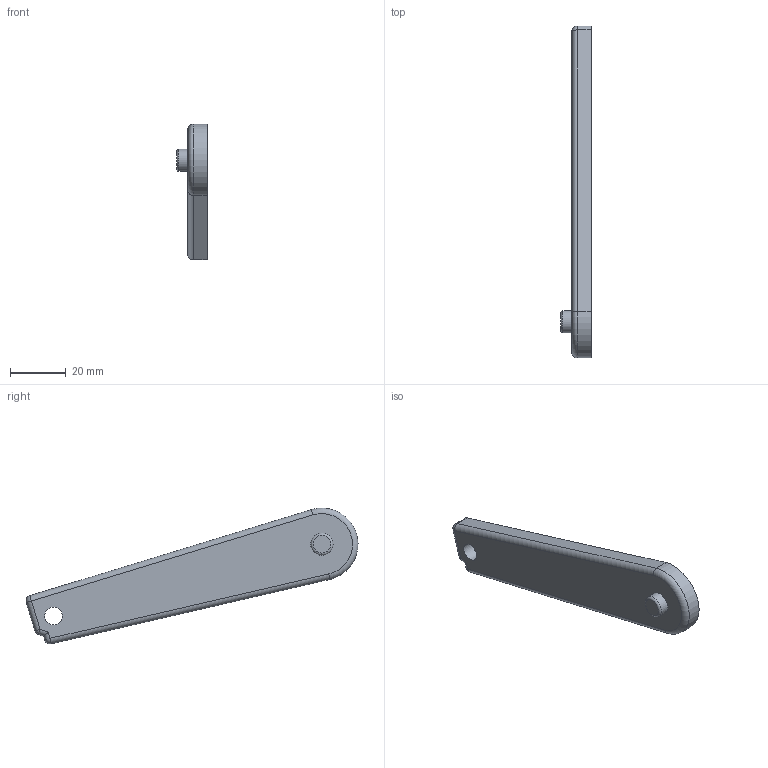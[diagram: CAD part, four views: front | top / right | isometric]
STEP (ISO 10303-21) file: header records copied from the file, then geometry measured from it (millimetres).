
FILE_DESCRIPTION(/* description */ (''),/* implementation_level */ '2;1');
FILE_NAME(/* name */ 'part05.step',/* time_stamp */ '2018-01-15T18:42:48+09:00',/* author */ (''),/* organization */ (''),/* preprocessor_version */ 'ST-DEVELOPER v16.13',/* originating_system */ 'Autodesk Translation Framework v6.5.0.72',/* authorisation */ '');
FILE_SCHEMA (('AUTOMOTIVE_DESIGN { 1 0 10303 214 3 1 1 }'));
Length unit declared in the file: millimetre
Products named in the file (1): Fusion コンポーネント
Bounding box: 11 x 119.52 x 48.88 mm (x, y, z)
Volume: 8385.6 mm3; surface area: 8890.1 mm2
Topology: 1 solids, 1 shells, 47 faces, 109 edges, 69 vertices
Faces by surface type: plane 25, cylinder 17, sphere 3, torus 2
Full cylindrical faces by diameter (mm): 1.6 x2, 5 x2, 6.4 x1, 8 x1, 10.4 x1
Entity records: 1381 total; most frequent: DIRECTION 247, CARTESIAN_POINT 226, ORIENTED_EDGE 218, EDGE_CURVE 109, AXIS2_PLACEMENT_3D 90, VERTEX_POINT 69, LINE 67, VECTOR 67
